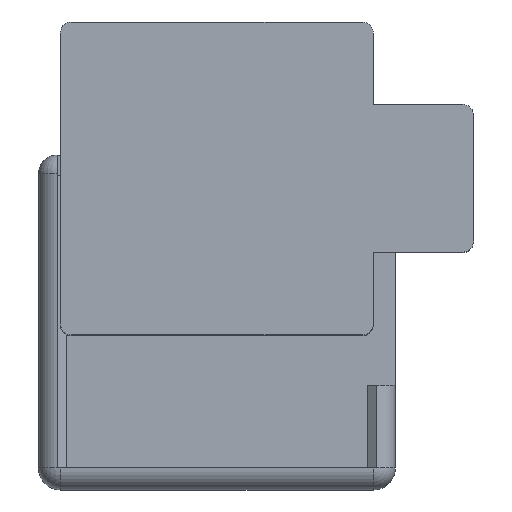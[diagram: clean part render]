
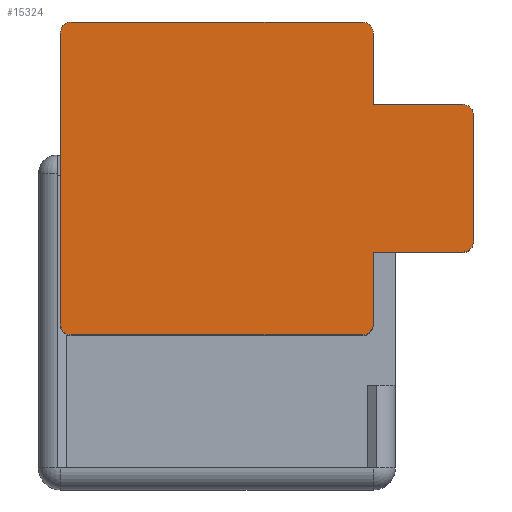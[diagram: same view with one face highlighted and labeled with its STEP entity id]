
A CAD part, top view. The second image highlights one B-rep face of the part: STEP entity #15324.
In plain terms, the highlighted planar face has unit normal (0, 0, 1).
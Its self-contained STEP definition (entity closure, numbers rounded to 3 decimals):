
#14967=CARTESIAN_POINT('',(2.895,42.88,40.6));
#14968=VERTEX_POINT('',#14967);
#14975=CARTESIAN_POINT('',(29.295,42.88,40.6));
#14976=VERTEX_POINT('',#14975);
#14977=CARTESIAN_POINT('',(29.295,42.88,40.6));
#14978=DIRECTION('',(-1.,0.,0.));
#14979=VECTOR('',#14978,26.4);
#14980=LINE('',#14977,#14979);
#14981=EDGE_CURVE('',#14976,#14968,#14980,.T.);
#14998=CARTESIAN_POINT('',(1.895,41.88,40.6));
#14999=VERTEX_POINT('',#14998);
#15006=CARTESIAN_POINT('',(2.895,41.88,40.6));
#15007=DIRECTION('',(-0.,-0.,1.));
#15008=DIRECTION('',(-1.,0.,0.));
#15009=AXIS2_PLACEMENT_3D('',#15006,#15007,#15008);
#15010=CIRCLE('',#15009,1.);
#15011=EDGE_CURVE('',#14968,#14999,#15010,.T.);
#15023=CARTESIAN_POINT('',(1.895,15.48,40.6));
#15024=VERTEX_POINT('',#15023);
#15031=CARTESIAN_POINT('',(1.895,41.88,40.6));
#15032=DIRECTION('',(0.,-1.,0.));
#15033=VECTOR('',#15032,26.4);
#15034=LINE('',#15031,#15033);
#15035=EDGE_CURVE('',#14999,#15024,#15034,.T.);
#15047=CARTESIAN_POINT('',(2.895,14.48,40.6));
#15048=VERTEX_POINT('',#15047);
#15055=CARTESIAN_POINT('',(2.895,15.48,40.6));
#15056=DIRECTION('',(-0.,-0.,1.));
#15057=DIRECTION('',(-1.,0.,0.));
#15058=AXIS2_PLACEMENT_3D('',#15055,#15056,#15057);
#15059=CIRCLE('',#15058,1.);
#15060=EDGE_CURVE('',#15024,#15048,#15059,.T.);
#15072=CARTESIAN_POINT('',(29.295,14.48,40.6));
#15073=VERTEX_POINT('',#15072);
#15080=CARTESIAN_POINT('',(2.895,14.48,40.6));
#15081=DIRECTION('',(1.,0.,-0.));
#15082=VECTOR('',#15081,26.4);
#15083=LINE('',#15080,#15082);
#15084=EDGE_CURVE('',#15048,#15073,#15083,.T.);
#15096=CARTESIAN_POINT('',(30.295,15.48,40.6));
#15097=VERTEX_POINT('',#15096);
#15104=CARTESIAN_POINT('',(29.295,15.48,40.6));
#15105=DIRECTION('',(-0.,-0.,1.));
#15106=DIRECTION('',(-1.,0.,0.));
#15107=AXIS2_PLACEMENT_3D('',#15104,#15105,#15106);
#15108=CIRCLE('',#15107,1.);
#15109=EDGE_CURVE('',#15073,#15097,#15108,.T.);
#15121=CARTESIAN_POINT('',(30.295,22.003,40.6));
#15122=VERTEX_POINT('',#15121);
#15129=CARTESIAN_POINT('',(30.295,22.003,40.6));
#15130=DIRECTION('',(0.,-1.,0.));
#15131=VECTOR('',#15130,6.523);
#15132=LINE('',#15129,#15131);
#15133=EDGE_CURVE('',#15122,#15097,#15132,.T.);
#15145=CARTESIAN_POINT('',(38.395,22.003,40.6));
#15146=VERTEX_POINT('',#15145);
#15153=CARTESIAN_POINT('',(30.295,22.003,40.6));
#15154=DIRECTION('',(1.,0.,-0.));
#15155=VECTOR('',#15154,8.1);
#15156=LINE('',#15153,#15155);
#15157=EDGE_CURVE('',#15122,#15146,#15156,.T.);
#15169=CARTESIAN_POINT('',(39.395,23.003,40.6));
#15170=VERTEX_POINT('',#15169);
#15177=CARTESIAN_POINT('',(38.395,23.003,40.6));
#15178=DIRECTION('',(-0.,-0.,1.));
#15179=DIRECTION('',(-1.,0.,0.));
#15180=AXIS2_PLACEMENT_3D('',#15177,#15178,#15179);
#15181=CIRCLE('',#15180,1.);
#15182=EDGE_CURVE('',#15146,#15170,#15181,.T.);
#15194=CARTESIAN_POINT('',(39.395,34.403,40.6));
#15195=VERTEX_POINT('',#15194);
#15202=CARTESIAN_POINT('',(39.395,23.003,40.6));
#15203=DIRECTION('',(0.,1.,0.));
#15204=VECTOR('',#15203,11.4);
#15205=LINE('',#15202,#15204);
#15206=EDGE_CURVE('',#15170,#15195,#15205,.T.);
#15218=CARTESIAN_POINT('',(38.395,35.403,40.6));
#15219=VERTEX_POINT('',#15218);
#15226=CARTESIAN_POINT('',(38.395,34.403,40.6));
#15227=DIRECTION('',(-0.,-0.,1.));
#15228=DIRECTION('',(-1.,0.,0.));
#15229=AXIS2_PLACEMENT_3D('',#15226,#15227,#15228);
#15230=CIRCLE('',#15229,1.);
#15231=EDGE_CURVE('',#15195,#15219,#15230,.T.);
#15243=CARTESIAN_POINT('',(30.295,35.403,40.6));
#15244=VERTEX_POINT('',#15243);
#15251=CARTESIAN_POINT('',(30.295,35.403,40.6));
#15252=DIRECTION('',(1.,0.,0.));
#15253=VECTOR('',#15252,8.1);
#15254=LINE('',#15251,#15253);
#15255=EDGE_CURVE('',#15244,#15219,#15254,.T.);
#15267=CARTESIAN_POINT('',(30.295,41.88,40.6));
#15268=VERTEX_POINT('',#15267);
#15275=CARTESIAN_POINT('',(30.295,41.88,40.6));
#15276=DIRECTION('',(0.,-1.,0.));
#15277=VECTOR('',#15276,6.477);
#15278=LINE('',#15275,#15277);
#15279=EDGE_CURVE('',#15268,#15244,#15278,.T.);
#15292=CARTESIAN_POINT('',(29.295,41.88,40.6));
#15293=DIRECTION('',(-0.,-0.,1.));
#15294=DIRECTION('',(-1.,0.,0.));
#15295=AXIS2_PLACEMENT_3D('',#15292,#15293,#15294);
#15296=CIRCLE('',#15295,1.);
#15297=EDGE_CURVE('',#15268,#14976,#15296,.T.);
#15303=CARTESIAN_POINT('',(-111.,176.,40.6));
#15304=DIRECTION('',(0.,0.,1.));
#15305=DIRECTION('',(0.,-1.,0.));
#15306=AXIS2_PLACEMENT_3D('',#15303,#15304,#15305);
#15307=PLANE('',#15306);
#15308=ORIENTED_EDGE('',*,*,#14981,.T.);
#15309=ORIENTED_EDGE('',*,*,#15011,.T.);
#15310=ORIENTED_EDGE('',*,*,#15035,.T.);
#15311=ORIENTED_EDGE('',*,*,#15060,.T.);
#15312=ORIENTED_EDGE('',*,*,#15084,.T.);
#15313=ORIENTED_EDGE('',*,*,#15109,.T.);
#15314=ORIENTED_EDGE('',*,*,#15133,.F.);
#15315=ORIENTED_EDGE('',*,*,#15157,.T.);
#15316=ORIENTED_EDGE('',*,*,#15182,.T.);
#15317=ORIENTED_EDGE('',*,*,#15206,.T.);
#15318=ORIENTED_EDGE('',*,*,#15231,.T.);
#15319=ORIENTED_EDGE('',*,*,#15255,.F.);
#15320=ORIENTED_EDGE('',*,*,#15279,.F.);
#15321=ORIENTED_EDGE('',*,*,#15297,.T.);
#15322=EDGE_LOOP('',(#15308,#15309,#15310,#15311,#15312,#15313,#15314,#15315,#15316,#15317,#15318,#15319,#15320,#15321));
#15323=FACE_BOUND('',#15322,.T.);
#15324=ADVANCED_FACE('',(#15323),#15307,.T.);
